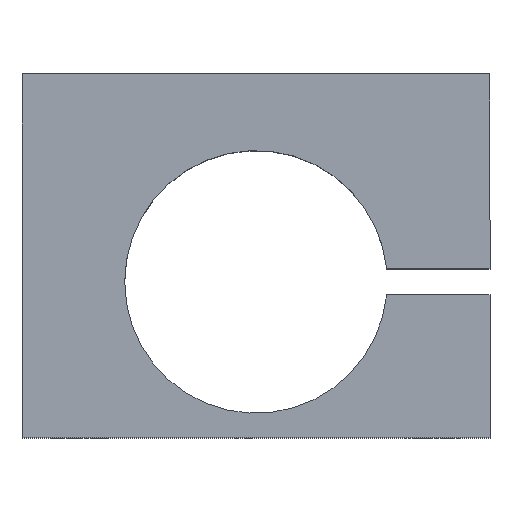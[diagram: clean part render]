
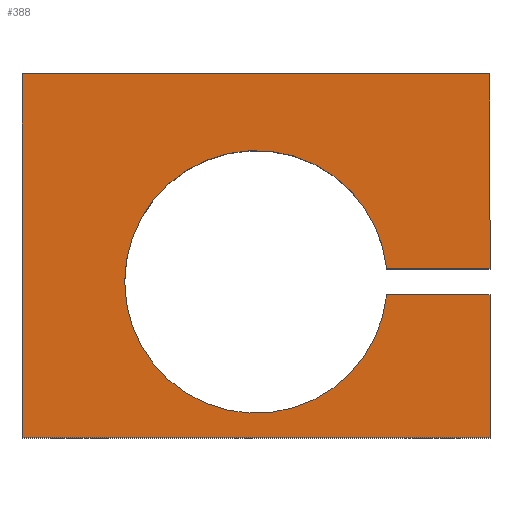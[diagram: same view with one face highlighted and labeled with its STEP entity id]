
A CAD part, top view. The second image highlights one B-rep face of the part: STEP entity #388.
In plain terms, the highlighted planar face has unit normal (0, 0, 1).
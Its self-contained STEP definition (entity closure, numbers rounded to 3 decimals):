
#4 = VERTEX_POINT ( 'NONE', #505 ) ;
#15 = VECTOR ( 'NONE', #261, 1000. ) ;
#23 = VECTOR ( 'NONE', #452, 1000. ) ;
#51 = VERTEX_POINT ( 'NONE', #219 ) ;
#56 = CIRCLE ( 'NONE', #218, 25.25 ) ;
#58 = EDGE_LOOP ( 'NONE', ( #451, #315, #124, #348, #206, #346, #560, #111, #523 ) ) ;
#64 = CARTESIAN_POINT ( 'NONE',  ( 0., 0., 30. ) ) ;
#90 = VECTOR ( 'NONE', #337, 1000. ) ;
#111 = ORIENTED_EDGE ( 'NONE', *, *, #676, .T. ) ;
#124 = ORIENTED_EDGE ( 'NONE', *, *, #162, .T. ) ;
#126 = DIRECTION ( 'NONE',  ( 1., 0., 0. ) ) ;
#131 = VECTOR ( 'NONE', #606, 1000. ) ;
#138 = FACE_OUTER_BOUND ( 'NONE', #58, .T. ) ;
#144 = CARTESIAN_POINT ( 'NONE',  ( -45., -30., 30. ) ) ;
#162 = EDGE_CURVE ( 'NONE', #51, #4, #616, .T. ) ;
#169 = VERTEX_POINT ( 'NONE', #208 ) ;
#175 = LINE ( 'NONE', #395, #782 ) ;
#190 = LINE ( 'NONE', #328, #630 ) ;
#206 = ORIENTED_EDGE ( 'NONE', *, *, #754, .T. ) ;
#208 = CARTESIAN_POINT ( 'NONE',  ( -45., 40., 30. ) ) ;
#218 = AXIS2_PLACEMENT_3D ( 'NONE', #64, #496, #126 ) ;
#219 = CARTESIAN_POINT ( 'NONE',  ( 45., -30., 30. ) ) ;
#245 = CARTESIAN_POINT ( 'NONE',  ( 0., 0., 30. ) ) ;
#261 = DIRECTION ( 'NONE',  ( 1., 0., 0. ) ) ;
#274 = PLANE ( 'NONE',  #280 ) ;
#276 = DIRECTION ( 'NONE',  ( -1., 0., 0. ) ) ;
#280 = AXIS2_PLACEMENT_3D ( 'NONE', #640, #697, #335 ) ;
#299 = CARTESIAN_POINT ( 'NONE',  ( 45., -2.5, 30. ) ) ;
#307 = AXIS2_PLACEMENT_3D ( 'NONE', #245, #670, #308 ) ;
#308 = DIRECTION ( 'NONE',  ( 1., 0., 0. ) ) ;
#312 = EDGE_CURVE ( 'NONE', #369, #538, #504, .T. ) ;
#315 = ORIENTED_EDGE ( 'NONE', *, *, #620, .T. ) ;
#328 = CARTESIAN_POINT ( 'NONE',  ( -45., 40., 30. ) ) ;
#335 = DIRECTION ( 'NONE',  ( 1., 0., 0. ) ) ;
#337 = DIRECTION ( 'NONE',  ( 0., 1., 0. ) ) ;
#346 = ORIENTED_EDGE ( 'NONE', *, *, #760, .T. ) ;
#348 = ORIENTED_EDGE ( 'NONE', *, *, #671, .T. ) ;
#351 = CARTESIAN_POINT ( 'NONE',  ( -25.25, 0., 30. ) ) ;
#362 = VERTEX_POINT ( 'NONE', #693 ) ;
#369 = VERTEX_POINT ( 'NONE', #397 ) ;
#388 = ADVANCED_FACE ( 'NONE', ( #138 ), #274, .T. ) ;
#395 = CARTESIAN_POINT ( 'NONE',  ( -45., -30., 30. ) ) ;
#397 = CARTESIAN_POINT ( 'NONE',  ( 25.126, 2.5, 30. ) ) ;
#425 = VECTOR ( 'NONE', #276, 1000. ) ;
#440 = LINE ( 'NONE', #765, #425 ) ;
#451 = ORIENTED_EDGE ( 'NONE', *, *, #605, .T. ) ;
#452 = DIRECTION ( 'NONE',  ( -1., 0., 0. ) ) ;
#455 = LINE ( 'NONE', #578, #90 ) ;
#496 = DIRECTION ( 'NONE',  ( 0., 0., -1. ) ) ;
#504 = LINE ( 'NONE', #599, #15 ) ;
#505 = CARTESIAN_POINT ( 'NONE',  ( 45., -2.5, 30. ) ) ;
#509 = LINE ( 'NONE', #684, #23 ) ;
#513 = VERTEX_POINT ( 'NONE', #351 ) ;
#523 = ORIENTED_EDGE ( 'NONE', *, *, #543, .T. ) ;
#538 = VERTEX_POINT ( 'NONE', #774 ) ;
#543 = EDGE_CURVE ( 'NONE', #729, #169, #509, .T. ) ;
#559 = VERTEX_POINT ( 'NONE', #144 ) ;
#560 = ORIENTED_EDGE ( 'NONE', *, *, #312, .T. ) ;
#578 = CARTESIAN_POINT ( 'NONE',  ( 45., 40., 30. ) ) ;
#599 = CARTESIAN_POINT ( 'NONE',  ( 25.126, 2.5, 30. ) ) ;
#605 = EDGE_CURVE ( 'NONE', #169, #559, #190, .T. ) ;
#606 = DIRECTION ( 'NONE',  ( 0., 1., 0. ) ) ;
#616 = LINE ( 'NONE', #299, #131 ) ;
#620 = EDGE_CURVE ( 'NONE', #559, #51, #175, .T. ) ;
#630 = VECTOR ( 'NONE', #755, 1000. ) ;
#640 = CARTESIAN_POINT ( 'NONE',  ( 0., 0., 30. ) ) ;
#645 = CARTESIAN_POINT ( 'NONE',  ( 45., 40., 30. ) ) ;
#670 = DIRECTION ( 'NONE',  ( 0., 0., -1. ) ) ;
#671 = EDGE_CURVE ( 'NONE', #4, #362, #440, .T. ) ;
#676 = EDGE_CURVE ( 'NONE', #538, #729, #455, .T. ) ;
#677 = CIRCLE ( 'NONE', #307, 25.25 ) ;
#684 = CARTESIAN_POINT ( 'NONE',  ( -45., 40., 30. ) ) ;
#691 = DIRECTION ( 'NONE',  ( 1., 0., 0. ) ) ;
#693 = CARTESIAN_POINT ( 'NONE',  ( 25.126, -2.5, 30. ) ) ;
#697 = DIRECTION ( 'NONE',  ( 0., 0., 1. ) ) ;
#729 = VERTEX_POINT ( 'NONE', #645 ) ;
#754 = EDGE_CURVE ( 'NONE', #362, #513, #56, .T. ) ;
#755 = DIRECTION ( 'NONE',  ( 0., -1., 0. ) ) ;
#760 = EDGE_CURVE ( 'NONE', #513, #369, #677, .T. ) ;
#765 = CARTESIAN_POINT ( 'NONE',  ( 25.126, -2.5, 30. ) ) ;
#774 = CARTESIAN_POINT ( 'NONE',  ( 45., 2.5, 30. ) ) ;
#782 = VECTOR ( 'NONE', #691, 1000. ) ;
